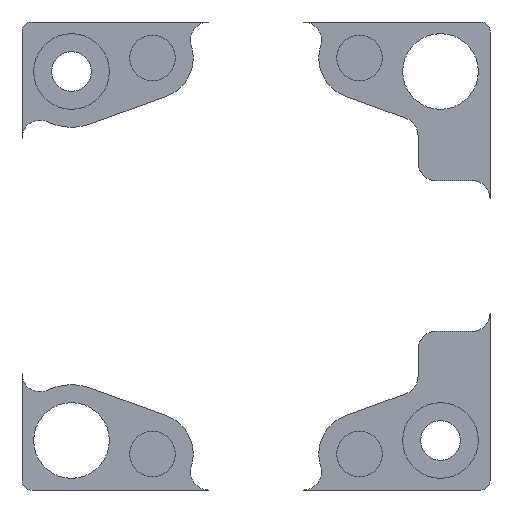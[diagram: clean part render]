
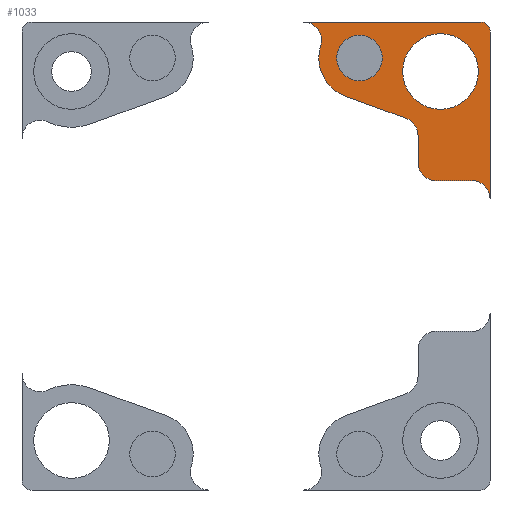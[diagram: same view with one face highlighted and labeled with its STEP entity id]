
A CAD part, left-side view. The second image highlights one B-rep face of the part: STEP entity #1033.
In plain terms, the highlighted planar face has unit normal (-1, 0, 0).
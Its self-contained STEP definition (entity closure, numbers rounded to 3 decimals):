
#55=FACE_BOUND('',#138,.T.);
#56=FACE_BOUND('',#139,.T.);
#71=FACE_OUTER_BOUND('',#137,.T.);
#137=EDGE_LOOP('',(#701,#702,#703,#704,#705,#706,#707,#708,#709,#710,#711));
#138=EDGE_LOOP('',(#712));
#139=EDGE_LOOP('',(#713));
#219=LINE('',#1608,#301);
#220=LINE('',#1612,#302);
#221=LINE('',#1618,#303);
#222=LINE('',#1622,#304);
#223=LINE('',#1625,#305);
#301=VECTOR('',#1256,10.);
#302=VECTOR('',#1259,10.);
#303=VECTOR('',#1264,10.);
#304=VECTOR('',#1267,10.);
#305=VECTOR('',#1270,10.);
#383=CIRCLE('',#1117,1.);
#384=CIRCLE('',#1118,0.5);
#385=CIRCLE('',#1119,1.);
#386=CIRCLE('',#1120,2.265);
#387=CIRCLE('',#1121,1.);
#388=CIRCLE('',#1122,1.);
#389=CIRCLE('',#1123,1.265);
#390=CIRCLE('',#1124,2.1);
#451=VERTEX_POINT('',#1604);
#452=VERTEX_POINT('',#1605);
#453=VERTEX_POINT('',#1607);
#454=VERTEX_POINT('',#1609);
#455=VERTEX_POINT('',#1611);
#456=VERTEX_POINT('',#1613);
#457=VERTEX_POINT('',#1615);
#458=VERTEX_POINT('',#1617);
#459=VERTEX_POINT('',#1619);
#460=VERTEX_POINT('',#1621);
#461=VERTEX_POINT('',#1623);
#462=VERTEX_POINT('',#1626);
#463=VERTEX_POINT('',#1628);
#551=EDGE_CURVE('',#451,#452,#383,.T.);
#552=EDGE_CURVE('',#453,#452,#219,.T.);
#553=EDGE_CURVE('',#454,#453,#384,.T.);
#554=EDGE_CURVE('',#455,#454,#220,.T.);
#555=EDGE_CURVE('',#455,#456,#385,.T.);
#556=EDGE_CURVE('',#457,#456,#386,.T.);
#557=EDGE_CURVE('',#458,#457,#221,.T.);
#558=EDGE_CURVE('',#458,#459,#387,.T.);
#559=EDGE_CURVE('',#460,#459,#222,.T.);
#560=EDGE_CURVE('',#461,#460,#388,.F.);
#561=EDGE_CURVE('',#451,#461,#223,.T.);
#562=EDGE_CURVE('',#462,#462,#389,.T.);
#563=EDGE_CURVE('',#463,#463,#390,.T.);
#701=ORIENTED_EDGE('',*,*,#551,.T.);
#702=ORIENTED_EDGE('',*,*,#552,.F.);
#703=ORIENTED_EDGE('',*,*,#553,.F.);
#704=ORIENTED_EDGE('',*,*,#554,.F.);
#705=ORIENTED_EDGE('',*,*,#555,.T.);
#706=ORIENTED_EDGE('',*,*,#556,.F.);
#707=ORIENTED_EDGE('',*,*,#557,.F.);
#708=ORIENTED_EDGE('',*,*,#558,.T.);
#709=ORIENTED_EDGE('',*,*,#559,.F.);
#710=ORIENTED_EDGE('',*,*,#560,.F.);
#711=ORIENTED_EDGE('',*,*,#561,.F.);
#712=ORIENTED_EDGE('',*,*,#562,.F.);
#713=ORIENTED_EDGE('',*,*,#563,.F.);
#1001=PLANE('',#1116);
#1033=ADVANCED_FACE('',(#71,#55,#56),#1001,.T.);
#1116=AXIS2_PLACEMENT_3D('',#1603,#1252,#1253);
#1117=AXIS2_PLACEMENT_3D('',#1606,#1254,#1255);
#1118=AXIS2_PLACEMENT_3D('',#1610,#1257,#1258);
#1119=AXIS2_PLACEMENT_3D('',#1614,#1260,#1261);
#1120=AXIS2_PLACEMENT_3D('',#1616,#1262,#1263);
#1121=AXIS2_PLACEMENT_3D('',#1620,#1265,#1266);
#1122=AXIS2_PLACEMENT_3D('',#1624,#1268,#1269);
#1123=AXIS2_PLACEMENT_3D('',#1627,#1271,#1272);
#1124=AXIS2_PLACEMENT_3D('',#1629,#1273,#1274);
#1252=DIRECTION('center_axis',(-1.,0.,0.));
#1253=DIRECTION('ref_axis',(0.,0.,1.));
#1254=DIRECTION('center_axis',(1.,0.,0.));
#1255=DIRECTION('ref_axis',(0.,-0.707,0.707));
#1256=DIRECTION('',(0.,0.,-1.));
#1257=DIRECTION('center_axis',(1.,0.,0.));
#1258=DIRECTION('ref_axis',(0.,0.,1.));
#1259=DIRECTION('',(0.,-1.,0.));
#1260=DIRECTION('center_axis',(1.,0.,0.));
#1261=DIRECTION('ref_axis',(0.,-0.808,0.589));
#1262=DIRECTION('center_axis',(1.,0.,0.));
#1263=DIRECTION('ref_axis',(0.,0.,-1.));
#1264=DIRECTION('',(0.,0.94,0.342));
#1265=DIRECTION('center_axis',(1.,0.,0.));
#1266=DIRECTION('ref_axis',(0.,-0.819,0.573));
#1267=DIRECTION('',(0.,0.,1.));
#1268=DIRECTION('center_axis',(-1.,0.,0.));
#1269=DIRECTION('ref_axis',(0.,0.707,-0.707));
#1270=DIRECTION('',(0.,1.,0.));
#1271=DIRECTION('center_axis',(-1.,0.,0.));
#1272=DIRECTION('ref_axis',(0.,0.,1.));
#1273=DIRECTION('center_axis',(-1.,0.,0.));
#1274=DIRECTION('ref_axis',(0.,0.,1.));
#1603=CARTESIAN_POINT('Origin',(-27.,0.,
0.));
#1604=CARTESIAN_POINT('',(-27.,-12.,4.189));
#1605=CARTESIAN_POINT('',(-27.,-13.,3.189));
#1606=CARTESIAN_POINT('Origin',(-27.,-12.,3.189));
#1607=CARTESIAN_POINT('',(-27.,-13.,12.5));
#1608=CARTESIAN_POINT('',(-27.,-13.,6.25));
#1609=CARTESIAN_POINT('',(-27.,-12.5,13.));
#1610=CARTESIAN_POINT('Origin',(-27.,-12.5,12.5));
#1611=CARTESIAN_POINT('',(-27.,-2.642,13.));
#1612=CARTESIAN_POINT('',(-27.,6.25,13.));
#1613=CARTESIAN_POINT('',(-27.,-3.594,11.694));
#1614=CARTESIAN_POINT('Origin',(-27.,-2.642,12.));
#1615=CARTESIAN_POINT('',(-27.,-4.975,8.872));
#1616=CARTESIAN_POINT('Origin',(-27.,-5.75,11.));
#1617=CARTESIAN_POINT('',(-27.,-8.342,7.646));
#1618=CARTESIAN_POINT('',(-27.,-9.189,7.337));
#1619=CARTESIAN_POINT('',(-27.,-9.,6.706));
#1620=CARTESIAN_POINT('Origin',(-27.,-8.,6.706));
#1621=CARTESIAN_POINT('',(-27.,-9.,5.189));
#1622=CARTESIAN_POINT('',(-27.,-9.,7.812));
#1623=CARTESIAN_POINT('',(-27.,-10.,4.189));
#1624=CARTESIAN_POINT('Origin',(-27.,-10.,5.189));
#1625=CARTESIAN_POINT('',(-27.,-9.,4.189));
#1626=CARTESIAN_POINT('',(-27.,-5.75,9.736));
#1627=CARTESIAN_POINT('Origin',(-27.,-5.75,11.));
#1628=CARTESIAN_POINT('',(-27.,-10.25,8.15));
#1629=CARTESIAN_POINT('Origin',(-27.,-10.25,10.25));
